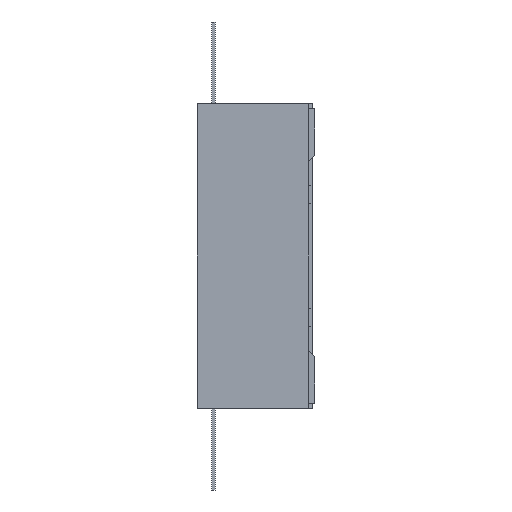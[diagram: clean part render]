
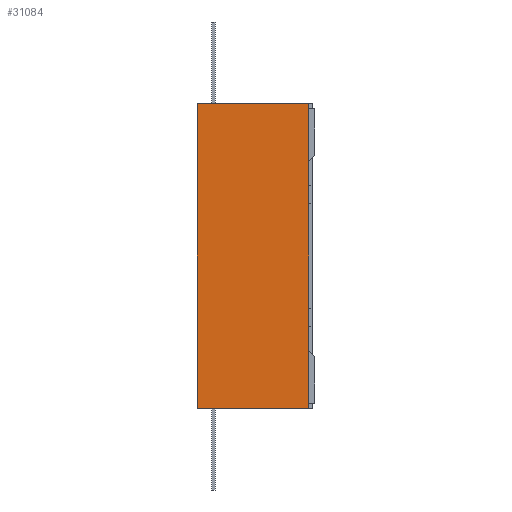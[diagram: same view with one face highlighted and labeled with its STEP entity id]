
A CAD part, left-side view. The second image highlights one B-rep face of the part: STEP entity #31084.
In plain terms, the highlighted planar face has unit normal (-1, 0, 0).
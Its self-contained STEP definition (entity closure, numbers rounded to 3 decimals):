
#821=DIRECTION('',(0.,-1.,0.));
#822=VECTOR('',#821,0.95);
#823=CARTESIAN_POINT('',(-5.55,0.49,-1.3));
#824=LINE('',#823,#822);
#1361=DIRECTION('',(0.,-1.,0.));
#1362=VECTOR('',#1361,0.95);
#1363=CARTESIAN_POINT('',(-5.55,0.49,1.3));
#1364=LINE('',#1363,#1362);
#9869=DIRECTION('',(0.,0.,1.));
#9870=VECTOR('',#9869,2.6);
#9871=CARTESIAN_POINT('',(-5.55,-0.46,-1.3));
#9872=LINE('',#9871,#9870);
#9873=DIRECTION('',(0.,0.,1.));
#9874=VECTOR('',#9873,2.6);
#9875=CARTESIAN_POINT('',(-5.55,0.49,-1.3));
#9876=LINE('',#9875,#9874);
#13253=CARTESIAN_POINT('',(-5.55,0.49,-1.3));
#13254=CARTESIAN_POINT('',(-5.55,0.49,1.3));
#13255=VERTEX_POINT('',#13253);
#13256=VERTEX_POINT('',#13254);
#13751=CARTESIAN_POINT('',(-5.55,-0.46,-1.3));
#13752=CARTESIAN_POINT('',(-5.55,-0.46,1.3));
#13753=VERTEX_POINT('',#13751);
#13754=VERTEX_POINT('',#13752);
#31073=CARTESIAN_POINT('',(-5.55,0.49,-1.3));
#31074=DIRECTION('',(-1.,0.,0.));
#31075=DIRECTION('',(0.,-1.,0.));
#31076=AXIS2_PLACEMENT_3D('',#31073,#31074,#31075);
#31077=PLANE('',#31076);
#31078=ORIENTED_EDGE('',*,*,#18312,.F.);
#31079=ORIENTED_EDGE('',*,*,#17936,.F.);
#31080=ORIENTED_EDGE('',*,*,#21661,.T.);
#31081=ORIENTED_EDGE('',*,*,#18392,.T.);
#31082=EDGE_LOOP('',(#31078,#31079,#31080,#31081));
#31083=FACE_OUTER_BOUND('',#31082,.F.);
#31084=ADVANCED_FACE('',(#31083),#31077,.T.);
#17936=EDGE_CURVE('',#13255,#13753,#824,.T.);
#18312=EDGE_CURVE('',#13753,#13754,#9872,.T.);
#18392=EDGE_CURVE('',#13256,#13754,#1364,.T.);
#21661=EDGE_CURVE('',#13255,#13256,#9876,.T.);
